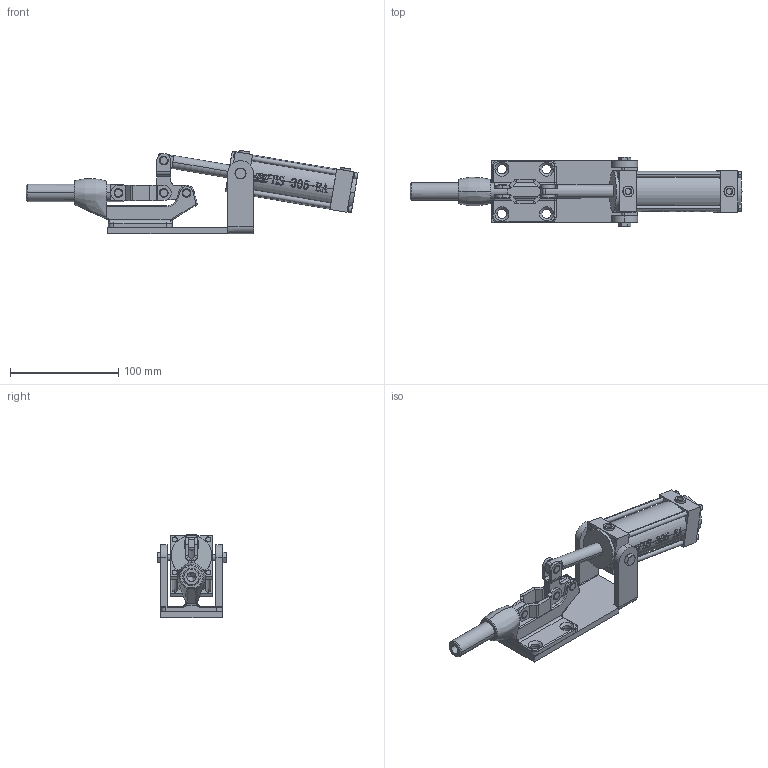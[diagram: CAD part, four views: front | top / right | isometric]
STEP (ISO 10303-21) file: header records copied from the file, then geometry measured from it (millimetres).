
FILE_DESCRIPTION (( 'STEP AP203' ), '1' );
FILE_NAME ('HS-305-EA 装配体.STEP', '2018-12-07T08:46:44', ( 'PCOS' ), ( '微软中国' ), 'SwSTEP 2.0', 'SolidWorks 2012', '' );
FILE_SCHEMA (( 'CONFIG_CONTROL_DESIGN' ));
Length unit declared in the file: millimetre
Products named in the file (12): HS-305-EA 蚾饜极; hex thin nuts-grades ab-chamfered gb_GB_FASTENER_NUT_STNAB M6-N; hexagon head bolts-full thread gb_GB_FASTENER_BOLT_STBAB A M6X60-N; 蚐詰; 挴裝; 种1; 蟀裝酘; 蟀裝衵; 蟀裝; 活塞杆; 菁釱; 盓殤
Assembly tree (15 placements, depth 2):
  HS-305-EA 蚾饜极
    盓殤
    菁釱
    活塞杆
    蟀裝  x2
    蟀裝衵
    蟀裝酘
    种1  x4
    挴裝
    蚐詰
    hexagon head bolts-full thread gb_GB_FASTENER_BOLT_STBAB A M6X60-N
    hex thin nuts-grades ab-chamfered gb_GB_FASTENER_NUT_STNAB M6-N
Bounding box: 307.18 x 64.55 x 77.34 mm (x, y, z)
Volume: 283795.7 mm3; surface area: 88426.9 mm2
Topology: 15 solids, 15 shells, 877 faces, 2215 edges, 1416 vertices
Faces by surface type: plane 413, cylinder 244, bspline 152, torus 36, cone 32
Entity records: 32800 total; most frequent: CARTESIAN_POINT 12710, ORIENTED_EDGE 4142, DIRECTION 3466, EDGE_CURVE 2071, VERTEX_POINT 1332, AXIS2_PLACEMENT_3D 1188, VECTOR 1090, LINE 1090
